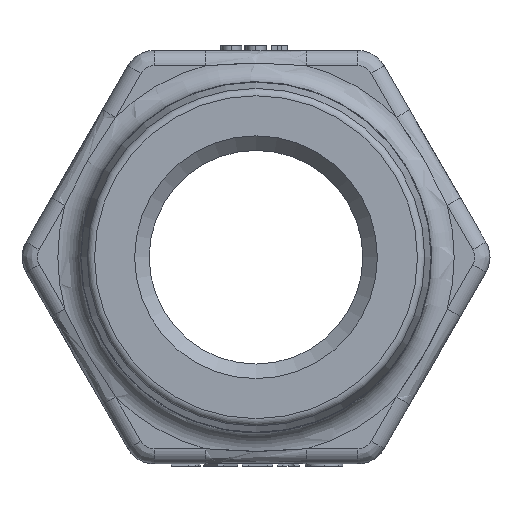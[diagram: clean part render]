
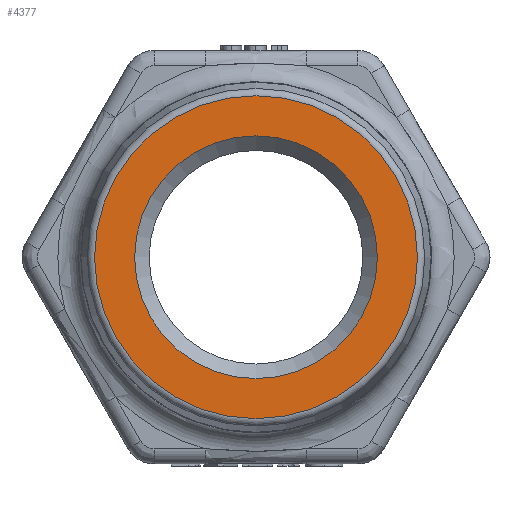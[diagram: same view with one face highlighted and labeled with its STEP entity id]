
A CAD part, left-side view. The second image highlights one B-rep face of the part: STEP entity #4377.
In plain terms, the highlighted planar face has unit normal (-1, 0, 0).
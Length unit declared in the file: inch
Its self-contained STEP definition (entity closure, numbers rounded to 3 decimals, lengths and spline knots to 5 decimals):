
#851=PLANE($,#4719);
#1158=FACE_BOUND($,#1561,.T.);
#1159=FACE_BOUND($,#1562,.T.);
#1561=EDGE_LOOP($,(#3518));
#1562=EDGE_LOOP($,(#3519));
#1835=CIRCLE($,#4718,0.66503);
#1836=CIRCLE($,#4720,0.5);
#2049=VERTEX_POINT($,#10860);
#2050=VERTEX_POINT($,#10863);
#2585=EDGE_CURVE($,#2049,#2049,#1835,.T.);
#2586=EDGE_CURVE($,#2050,#2050,#1836,.T.);
#3518=ORIENTED_EDGE($,*,*,#2586,.T.);
#3519=ORIENTED_EDGE($,*,*,#2585,.F.);
#4377=ADVANCED_FACE($,(#1158,#1159),#851,.T.);
#4718=AXIS2_PLACEMENT_3D($,#10861,#5304,#5305);
#4719=AXIS2_PLACEMENT_3D($,#10862,#5306,#5307);
#4720=AXIS2_PLACEMENT_3D($,#10864,#5308,#5309);
#5304=DIRECTION('center_axis',(1.,0.,0.));
#5305=DIRECTION('ref_axis',(0.,-1.,0.));
#5306=DIRECTION('center_axis',(-1.,0.,0.));
#5307=DIRECTION('ref_axis',(0.,0.,1.));
#5308=DIRECTION('center_axis',(1.,0.,0.));
#5309=DIRECTION('ref_axis',(0.,1.,0.));
#10860=CARTESIAN_POINT('',(-1.9375,0.66503,0.));
#10861=CARTESIAN_POINT('Origin',(-1.9375,0.,0.));
#10862=CARTESIAN_POINT('Origin',(-1.9375,0.5945,0.));
#10863=CARTESIAN_POINT('',(-1.9375,0.5,0.));
#10864=CARTESIAN_POINT('Origin',(-1.9375,0.,0.));
